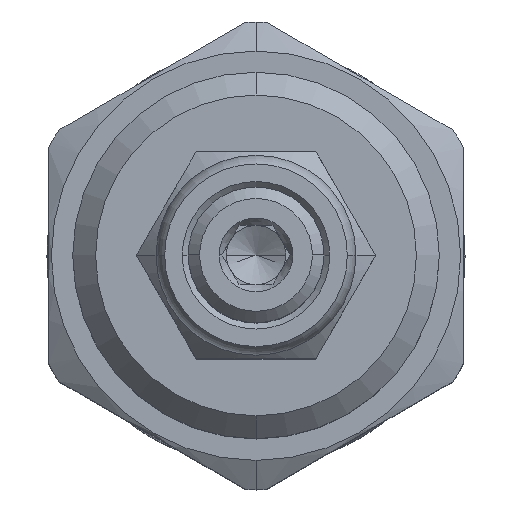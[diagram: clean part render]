
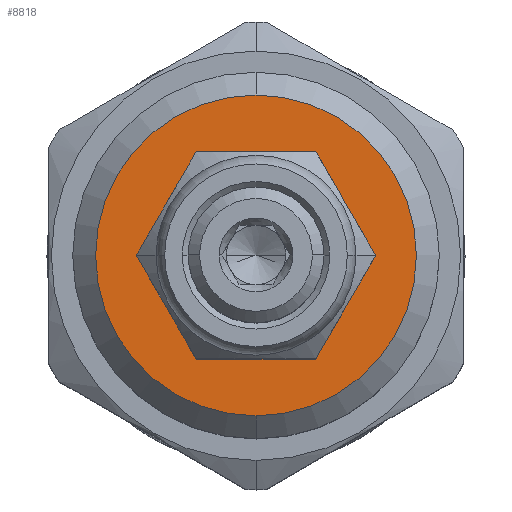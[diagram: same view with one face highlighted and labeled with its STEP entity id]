
A CAD part, top view. The second image highlights one B-rep face of the part: STEP entity #8818.
In plain terms, the highlighted planar face has unit normal (0, 0, 1).
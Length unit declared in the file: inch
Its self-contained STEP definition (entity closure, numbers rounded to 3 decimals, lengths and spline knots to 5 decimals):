
#980=CARTESIAN_POINT('',(0.,0.,4.031));
#981=DIRECTION('',(0.,0.,1.));
#982=DIRECTION('',(-1.,0.,0.));
#983=AXIS2_PLACEMENT_3D('',#980,#981,#982);
#985=CARTESIAN_POINT('',(0.,0.,4.031));
#986=DIRECTION('',(0.,0.,1.));
#987=DIRECTION('',(1.,0.,0.));
#988=AXIS2_PLACEMENT_3D('',#985,#986,#987);
#990=CARTESIAN_POINT('',(0.,0.,4.031));
#991=DIRECTION('',(0.,0.,1.));
#992=DIRECTION('',(0.,-1.,0.));
#993=AXIS2_PLACEMENT_3D('',#990,#991,#992);
#1008=CARTESIAN_POINT('',(0.,0.,4.031));
#1009=DIRECTION('',(0.,0.,1.));
#1010=DIRECTION('',(0.,1.,0.));
#1011=AXIS2_PLACEMENT_3D('',#1008,#1009,#1010);
#6788=CARTESIAN_POINT('',(0.,0.435,4.031));
#6789=CARTESIAN_POINT('',(0.,-0.435,4.031));
#6790=VERTEX_POINT('',#6788);
#6791=VERTEX_POINT('',#6789);
#7232=CARTESIAN_POINT('',(-0.271,0.,4.031));
#7233=CARTESIAN_POINT('',(0.271,0.,4.031));
#7234=VERTEX_POINT('',#7232);
#7235=VERTEX_POINT('',#7233);
#8802=CARTESIAN_POINT('',(0.,0.,4.031));
#8803=DIRECTION('',(0.,0.,1.));
#8804=DIRECTION('',(0.,1.,0.));
#8805=AXIS2_PLACEMENT_3D('',#8802,#8803,#8804);
#8806=PLANE('',#8805);
#8808=ORIENTED_EDGE('',*,*,#8807,.F.);
#8810=ORIENTED_EDGE('',*,*,#8809,.F.);
#8811=EDGE_LOOP('',(#8808,#8810));
#8812=FACE_OUTER_BOUND('',#8811,.F.);
#8813=ORIENTED_EDGE('',*,*,#8785,.T.);
#8815=ORIENTED_EDGE('',*,*,#8814,.T.);
#8816=EDGE_LOOP('',(#8813,#8815));
#8817=FACE_BOUND('',#8816,.F.);
#984=CIRCLE('',#983,0.271);
#989=CIRCLE('',#988,0.271);
#994=CIRCLE('',#993,0.435);
#1012=CIRCLE('',#1011,0.435);
#8785=EDGE_CURVE('',#7234,#7235,#984,.T.);
#8807=EDGE_CURVE('',#6791,#6790,#994,.T.);
#8809=EDGE_CURVE('',#6790,#6791,#1012,.T.);
#8814=EDGE_CURVE('',#7235,#7234,#989,.T.);
#8818=ADVANCED_FACE('',(#8812,#8817),#8806,.T.);
